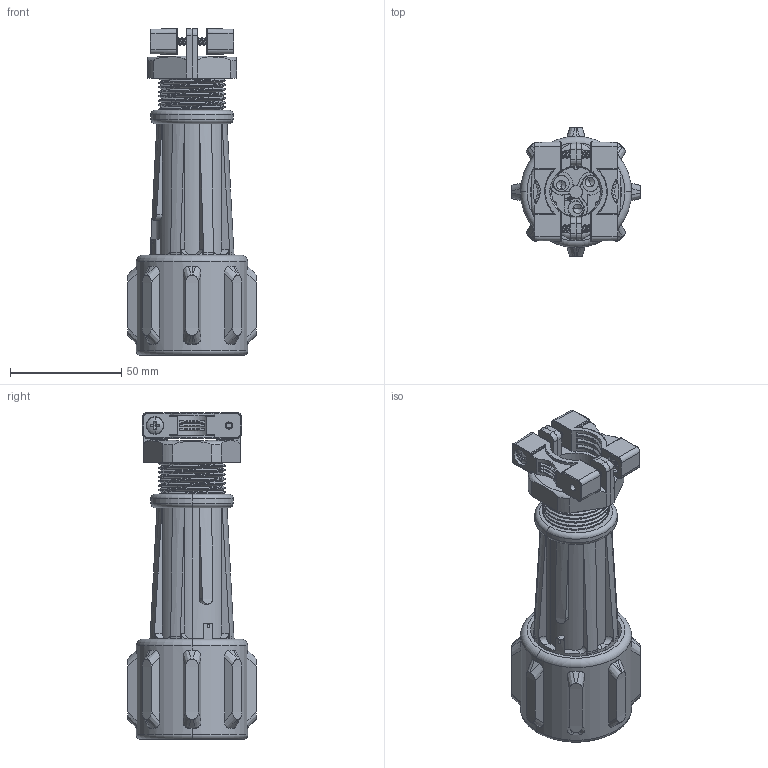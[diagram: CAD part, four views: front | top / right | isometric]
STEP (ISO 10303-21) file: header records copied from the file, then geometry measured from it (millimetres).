
FILE_DESCRIPTION(('STEP AP242'),'1');
FILE_NAME('pxa911-03-p.stp','2023-09-27T19:03:12',('TraceParts'),('TraceParts S.A.'),'Spatial InterOp 3D',' ',' ');
FILE_SCHEMA(('AP242_MANAGED_MODEL_BASED_3D_ENGINEERING_MIM_LF {1 0 10303 442 1 1 4}'));
Length unit declared in the file: millimetre
Products named in the file (1): LIST_PXA911-XX-X_SW0007
Bounding box: 58 x 58 x 146.75 mm (x, y, z)
Volume: 113291.5 mm3; surface area: 72689.3 mm2
Topology: 2 solids, 2 shells, 1359 faces, 3511 edges, 2242 vertices
Faces by surface type: plane 622, cylinder 404, bspline 146, cone 138, torus 27, sphere 22
Entity records: 77966 total; most frequent: CARTESIAN_POINT 46143, ORIENTED_EDGE 6998, DIRECTION 5995, EDGE_CURVE 3499, VERTEX_POINT 2242, AXIS2_PLACEMENT_3D 2032, LINE 1931, VECTOR 1931
